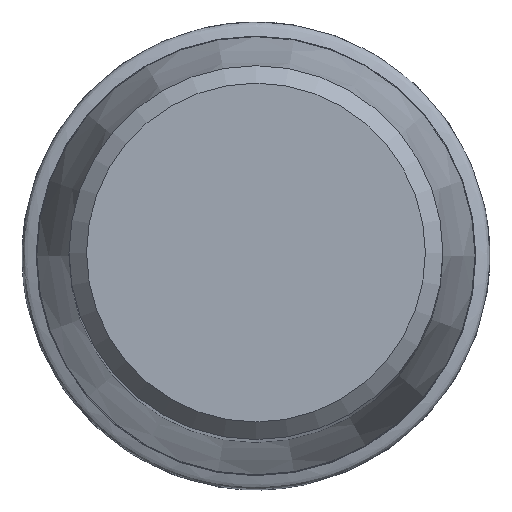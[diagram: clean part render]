
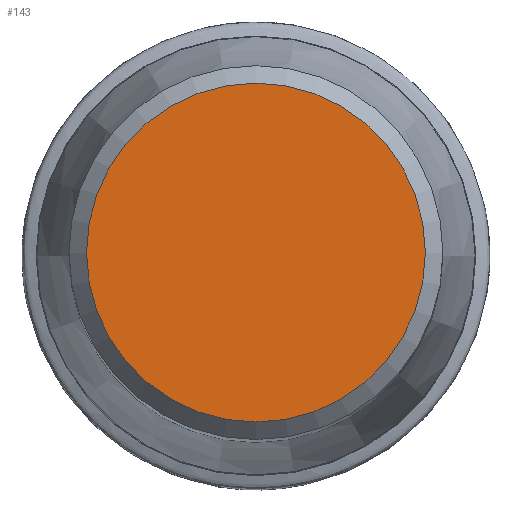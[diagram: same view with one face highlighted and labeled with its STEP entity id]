
A CAD part, top view. The second image highlights one B-rep face of the part: STEP entity #143.
In plain terms, the highlighted planar face has unit normal (0, 0, 1).
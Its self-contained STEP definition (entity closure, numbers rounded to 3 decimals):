
#112=FACE_OUTER_BOUND('',#232,.T.);
#115=PLANE('',#477);
#143=ADVANCED_FACE('CU_SU3',(#112),#115,.F.);
#232=EDGE_LOOP('',(#276));
#276=ORIENTED_EDGE('',*,*,#324,.F.);
#301=VERTEX_POINT('',#675);
#324=EDGE_CURVE('',#301,#301,#346,.T.);
#346=CIRCLE('',#476,14.496);
#476=AXIS2_PLACEMENT_3D('',#674,#581,#582);
#477=AXIS2_PLACEMENT_3D('',#676,#583,#584);
#581=DIRECTION('',(0.,0.,-1.));
#582=DIRECTION('',(-1.,0.,0.));
#583=DIRECTION('',(0.,0.,-1.));
#584=DIRECTION('',(-1.,0.,0.));
#674=CARTESIAN_POINT('',(0.,0.,0.));
#675=CARTESIAN_POINT('',(-14.496,0.,0.));
#676=CARTESIAN_POINT('',(0.,0.,0.));
